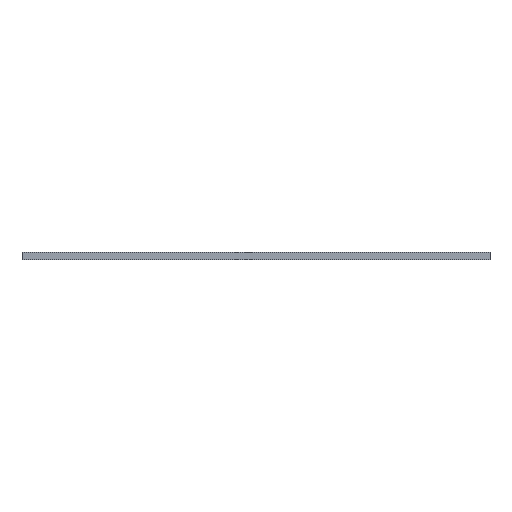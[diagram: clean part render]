
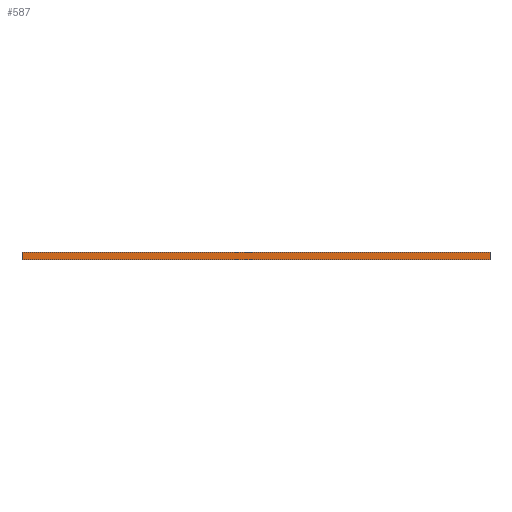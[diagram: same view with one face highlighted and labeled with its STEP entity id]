
A CAD part, front view. The second image highlights one B-rep face of the part: STEP entity #587.
In plain terms, the highlighted planar face has unit normal (0, -1, 0).
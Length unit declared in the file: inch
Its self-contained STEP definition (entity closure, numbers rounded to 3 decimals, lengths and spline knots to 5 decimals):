
#75 = VERTEX_POINT ( 'NONE', #983 ) ;
#125 = VERTEX_POINT ( 'NONE', #1230 ) ;
#183 = DIRECTION ( 'NONE',  ( 0., 1., 0. ) ) ;
#202 = DIRECTION ( 'NONE',  ( 1., 0., 0. ) ) ;
#209 = CARTESIAN_POINT ( 'NONE',  ( -3.75, 0., 0.06 ) ) ;
#219 = CARTESIAN_POINT ( 'NONE',  ( 0., 0., 0.06 ) ) ;
#290 = FACE_OUTER_BOUND ( 'NONE', #530, .T. ) ;
#302 = VECTOR ( 'NONE', #1300, 39.37008 ) ;
#305 = EDGE_CURVE ( 'NONE', #75, #125, #1167, .T. ) ;
#355 = ORIENTED_EDGE ( 'NONE', *, *, #529, .T. ) ;
#358 = LINE ( 'NONE', #830, #675 ) ;
#361 = ORIENTED_EDGE ( 'NONE', *, *, #1545, .F. ) ;
#405 = ORIENTED_EDGE ( 'NONE', *, *, #1329, .F. ) ;
#529 = EDGE_CURVE ( 'NONE', #125, #1442, #358, .T. ) ;
#530 = EDGE_LOOP ( 'NONE', ( #355, #405, #361, #1056 ) ) ;
#587 = ADVANCED_FACE ( 'NONE', ( #290 ), #674, .F. ) ;
#620 = AXIS2_PLACEMENT_3D ( 'NONE', #1498, #183, #1505 ) ;
#674 = PLANE ( 'NONE',  #620 ) ;
#675 = VECTOR ( 'NONE', #843, 39.37008 ) ;
#698 = VECTOR ( 'NONE', #202, 39.37008 ) ;
#725 = LINE ( 'NONE', #1372, #996 ) ;
#808 = CARTESIAN_POINT ( 'NONE',  ( 0., 0., 0.06 ) ) ;
#830 = CARTESIAN_POINT ( 'NONE',  ( 0., 0., 0. ) ) ;
#843 = DIRECTION ( 'NONE',  ( 1., 0., 0. ) ) ;
#983 = CARTESIAN_POINT ( 'NONE',  ( -3.75, 0., 0.06 ) ) ;
#996 = VECTOR ( 'NONE', #1128, 39.37008 ) ;
#1056 = ORIENTED_EDGE ( 'NONE', *, *, #305, .T. ) ;
#1116 = VERTEX_POINT ( 'NONE', #808 ) ;
#1128 = DIRECTION ( 'NONE',  ( 0., 0., -1. ) ) ;
#1167 = LINE ( 'NONE', #209, #302 ) ;
#1230 = CARTESIAN_POINT ( 'NONE',  ( -3.75, 0., 0. ) ) ;
#1293 = LINE ( 'NONE', #219, #698 ) ;
#1300 = DIRECTION ( 'NONE',  ( 0., 0., -1. ) ) ;
#1329 = EDGE_CURVE ( 'NONE', #1116, #1442, #725, .T. ) ;
#1372 = CARTESIAN_POINT ( 'NONE',  ( 0., 0., 0.06 ) ) ;
#1442 = VERTEX_POINT ( 'NONE', #1492 ) ;
#1492 = CARTESIAN_POINT ( 'NONE',  ( 0., 0., 0. ) ) ;
#1498 = CARTESIAN_POINT ( 'NONE',  ( 0., 0., 0.06 ) ) ;
#1505 = DIRECTION ( 'NONE',  ( 0., 0., 1. ) ) ;
#1545 = EDGE_CURVE ( 'NONE', #75, #1116, #1293, .T. ) ;
